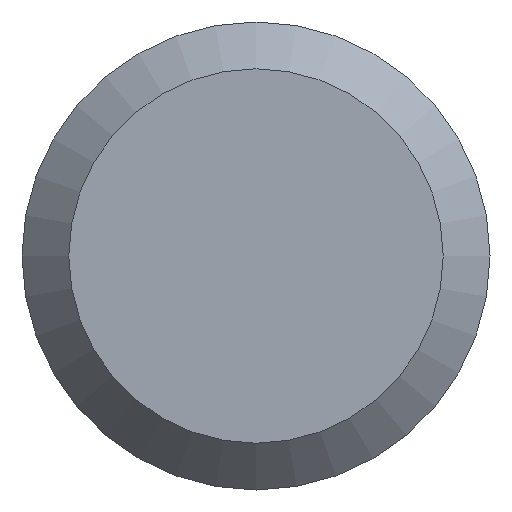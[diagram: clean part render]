
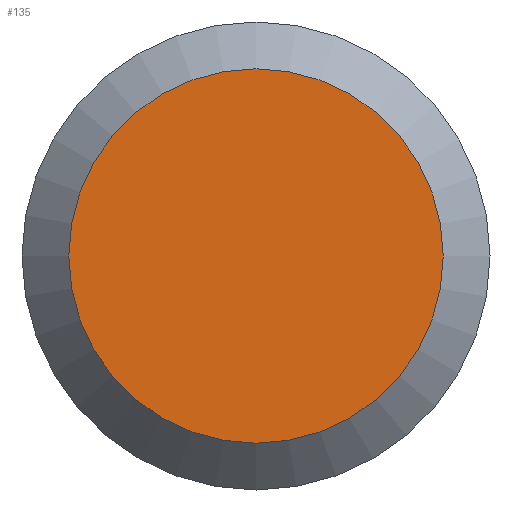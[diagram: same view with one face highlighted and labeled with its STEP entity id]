
A CAD part, left-side view. The second image highlights one B-rep face of the part: STEP entity #135.
In plain terms, the highlighted planar face has unit normal (-1, 0, 0).
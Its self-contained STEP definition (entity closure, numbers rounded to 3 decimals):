
#35 = CIRCLE ( 'NONE', #70, 1.2 ) ;
#36 = DIRECTION ( 'NONE',  ( 0., 1., 0. ) ) ;
#69 = CARTESIAN_POINT ( 'NONE',  ( -38., 0., 0. ) ) ;
#70 = AXIS2_PLACEMENT_3D ( 'NONE', #194, #191, #36 ) ;
#71 = VERTEX_POINT ( 'NONE', #160 ) ;
#90 = DIRECTION ( 'NONE',  ( 1., 0., 0. ) ) ;
#106 = FACE_OUTER_BOUND ( 'NONE', #157, .T. ) ;
#114 = ORIENTED_EDGE ( 'NONE', *, *, #178, .F. ) ;
#130 = DIRECTION ( 'NONE',  ( 0., 1., 0. ) ) ;
#135 = ADVANCED_FACE ( 'NONE', ( #106 ), #162, .F. ) ;
#150 = AXIS2_PLACEMENT_3D ( 'NONE', #69, #90, #130 ) ;
#157 = EDGE_LOOP ( 'NONE', ( #114 ) ) ;
#160 = CARTESIAN_POINT ( 'NONE',  ( -38., 1.2, 0. ) ) ;
#162 = PLANE ( 'NONE',  #150 ) ;
#178 = EDGE_CURVE ( 'NONE', #71, #71, #35, .T. ) ;
#191 = DIRECTION ( 'NONE',  ( 1., 0., 0. ) ) ;
#194 = CARTESIAN_POINT ( 'NONE',  ( -38., 0., 0. ) ) ;
